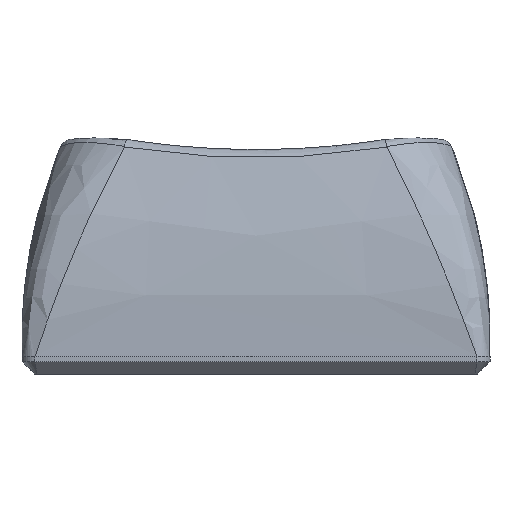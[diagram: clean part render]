
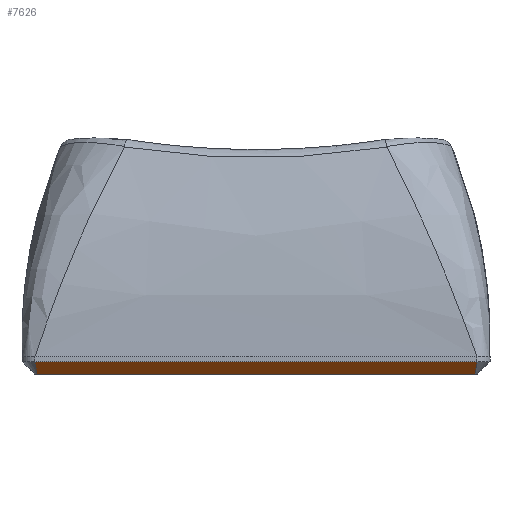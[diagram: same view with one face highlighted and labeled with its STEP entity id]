
A CAD part, front view. The second image highlights one B-rep face of the part: STEP entity #7626.
In plain terms, the highlighted planar face has unit normal (0, -0.707, -0.707).
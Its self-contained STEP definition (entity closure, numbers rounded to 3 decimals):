
#720 = PLANE('',#721);
#721 = AXIS2_PLACEMENT_3D('',#722,#723,#724);
#722 = CARTESIAN_POINT('',(-8.5,-9.,0.672));
#723 = DIRECTION('',(0.,-1.,0.));
#724 = DIRECTION('',(1.,0.,0.));
#1973 = VERTEX_POINT('',#1974);
#1974 = CARTESIAN_POINT('',(-8.5,-9.,0.48));
#2000 = EDGE_CURVE('',#1973,#2001,#2003,.T.);
#2001 = VERTEX_POINT('',#2002);
#2002 = CARTESIAN_POINT('',(8.5,-9.,0.48));
#2003 = SURFACE_CURVE('',#2004,(#2008,#2015),.PCURVE_S1.);
#2004 = LINE('',#2005,#2006);
#2005 = CARTESIAN_POINT('',(-8.5,-9.,0.48));
#2006 = VECTOR('',#2007,1.);
#2007 = DIRECTION('',(1.,0.,0.));
#2008 = PCURVE('',#720,#2009);
#2009 = DEFINITIONAL_REPRESENTATION('',(#2010),#2014);
#2010 = LINE('',#2011,#2012);
#2011 = CARTESIAN_POINT('',(0.,-0.192));
#2012 = VECTOR('',#2013,1.);
#2013 = DIRECTION('',(1.,0.));
#2014 = ( GEOMETRIC_REPRESENTATION_CONTEXT(2) 
PARAMETRIC_REPRESENTATION_CONTEXT() REPRESENTATION_CONTEXT('2D SPACE',''
  ) );
#2015 = PCURVE('',#2016,#2021);
#2016 = PLANE('',#2017);
#2017 = AXIS2_PLACEMENT_3D('',#2018,#2019,#2020);
#2018 = CARTESIAN_POINT('',(-8.5,-8.76,0.24));
#2019 = DIRECTION('',(0.,0.707,0.707)
  );
#2020 = DIRECTION('',(1.,0.,0.));
#2021 = DEFINITIONAL_REPRESENTATION('',(#2022),#2026);
#2022 = LINE('',#2023,#2024);
#2023 = CARTESIAN_POINT('',(0.,-0.339));
#2024 = VECTOR('',#2025,1.);
#2025 = DIRECTION('',(1.,0.));
#2026 = ( GEOMETRIC_REPRESENTATION_CONTEXT(2) 
PARAMETRIC_REPRESENTATION_CONTEXT() REPRESENTATION_CONTEXT('2D SPACE',''
  ) );
#3188 = CONICAL_SURFACE('',#3189,0.7,0.785);
#3189 = AXIS2_PLACEMENT_3D('',#3190,#3191,#3192);
#3190 = CARTESIAN_POINT('',(8.323,-8.323,0.48));
#3191 = DIRECTION('',(-0.,-0.,1.));
#3192 = DIRECTION('',(0.967,-0.253,0.));
#7626 = ADVANCED_FACE('',(#7627),#2016,.F.);
#7627 = FACE_BOUND('',#7628,.F.);
#7628 = EDGE_LOOP('',(#7629,#7664,#7665,#7695));
#7629 = ORIENTED_EDGE('',*,*,#7630,.F.);
#7630 = EDGE_CURVE('',#1973,#7631,#7633,.T.);
#7631 = VERTEX_POINT('',#7632);
#7632 = CARTESIAN_POINT('',(-8.42,-8.52,0.));
#7633 = SURFACE_CURVE('',#7634,(#7639,#7646),.PCURVE_S1.);
#7634 = PARABOLA('',#7635,0.008);
#7635 = AXIS2_PLACEMENT_3D('',#7636,#7637,#7638);
#7636 = CARTESIAN_POINT('',(-8.323,-8.311,
    -0.209));
#7637 = DIRECTION('',(0.,0.707,0.707)
  );
#7638 = DIRECTION('',(0.,-0.707,0.707)
  );
#7639 = PCURVE('',#2016,#7640);
#7640 = DEFINITIONAL_REPRESENTATION('',(#7641),#7645);
#7641 = B_SPLINE_CURVE_WITH_KNOTS('',2,(#7642,#7643,#7644),
  .UNSPECIFIED.,.F.,.F.,(3,3),(-0.177,-0.098),
  .PIECEWISE_BEZIER_KNOTS.);
#7642 = CARTESIAN_POINT('',(0.,-0.339));
#7643 = CARTESIAN_POINT('',(0.04,0.098));
#7644 = CARTESIAN_POINT('',(0.08,0.339));
#7645 = ( GEOMETRIC_REPRESENTATION_CONTEXT(2) 
PARAMETRIC_REPRESENTATION_CONTEXT() REPRESENTATION_CONTEXT('2D SPACE',''
  ) );
#7646 = PCURVE('',#7647,#7652);
#7647 = CONICAL_SURFACE('',#7648,0.7,0.785);
#7648 = AXIS2_PLACEMENT_3D('',#7649,#7650,#7651);
#7649 = CARTESIAN_POINT('',(-8.323,-8.323,0.48));
#7650 = DIRECTION('',(-0.,-0.,1.));
#7651 = DIRECTION('',(-0.253,-0.967,-0.));
#7652 = DEFINITIONAL_REPRESENTATION('',(#7653),#7663);
#7653 = B_SPLINE_CURVE_WITH_KNOTS('',8,(#7654,#7655,#7656,#7657,#7658,
    #7659,#7660,#7661,#7662),.UNSPECIFIED.,.F.,.F.,(9,9),(
    -0.177,-0.098),.PIECEWISE_BEZIER_KNOTS.);
#7654 = CARTESIAN_POINT('',(0.,0.));
#7655 = CARTESIAN_POINT('',(-0.014,-0.077));
#7656 = CARTESIAN_POINT('',(-0.03,-0.15));
#7657 = CARTESIAN_POINT('',(-0.048,-0.217));
#7658 = CARTESIAN_POINT('',(-0.069,-0.28));
#7659 = CARTESIAN_POINT('',(-0.094,-0.337));
#7660 = CARTESIAN_POINT('',(-0.123,-0.39));
#7661 = CARTESIAN_POINT('',(-0.158,-0.437));
#7662 = CARTESIAN_POINT('',(-0.203,-0.48));
#7663 = ( GEOMETRIC_REPRESENTATION_CONTEXT(2) 
PARAMETRIC_REPRESENTATION_CONTEXT() REPRESENTATION_CONTEXT('2D SPACE',''
  ) );
#7664 = ORIENTED_EDGE('',*,*,#2000,.T.);
#7665 = ORIENTED_EDGE('',*,*,#7666,.T.);
#7666 = EDGE_CURVE('',#2001,#7667,#7669,.T.);
#7667 = VERTEX_POINT('',#7668);
#7668 = CARTESIAN_POINT('',(8.42,-8.52,0.));
#7669 = SURFACE_CURVE('',#7670,(#7675,#7682),.PCURVE_S1.);
#7670 = PARABOLA('',#7671,0.008);
#7671 = AXIS2_PLACEMENT_3D('',#7672,#7673,#7674);
#7672 = CARTESIAN_POINT('',(8.323,-8.311,
    -0.209));
#7673 = DIRECTION('',(0.,-0.707,-0.707
    ));
#7674 = DIRECTION('',(0.,-0.707,0.707)
  );
#7675 = PCURVE('',#2016,#7676);
#7676 = DEFINITIONAL_REPRESENTATION('',(#7677),#7681);
#7677 = B_SPLINE_CURVE_WITH_KNOTS('',2,(#7678,#7679,#7680),
  .UNSPECIFIED.,.F.,.F.,(3,3),(-0.177,-0.098),
  .PIECEWISE_BEZIER_KNOTS.);
#7678 = CARTESIAN_POINT('',(17.,-0.339));
#7679 = CARTESIAN_POINT('',(16.96,0.098));
#7680 = CARTESIAN_POINT('',(16.92,0.339));
#7681 = ( GEOMETRIC_REPRESENTATION_CONTEXT(2) 
PARAMETRIC_REPRESENTATION_CONTEXT() REPRESENTATION_CONTEXT('2D SPACE',''
  ) );
#7682 = PCURVE('',#3188,#7683);
#7683 = DEFINITIONAL_REPRESENTATION('',(#7684),#7694);
#7684 = B_SPLINE_CURVE_WITH_KNOTS('',8,(#7685,#7686,#7687,#7688,#7689,
    #7690,#7691,#7692,#7693),.UNSPECIFIED.,.F.,.F.,(9,9),(
    -0.177,-0.098),.PIECEWISE_BEZIER_KNOTS.);
#7685 = CARTESIAN_POINT('',(-1.059,0.));
#7686 = CARTESIAN_POINT('',(-1.045,-0.077));
#7687 = CARTESIAN_POINT('',(-1.029,-0.15));
#7688 = CARTESIAN_POINT('',(-1.01,-0.217));
#7689 = CARTESIAN_POINT('',(-0.99,-0.28));
#7690 = CARTESIAN_POINT('',(-0.965,-0.337));
#7691 = CARTESIAN_POINT('',(-0.936,-0.39));
#7692 = CARTESIAN_POINT('',(-0.901,-0.437));
#7693 = CARTESIAN_POINT('',(-0.856,-0.48));
#7694 = ( GEOMETRIC_REPRESENTATION_CONTEXT(2) 
PARAMETRIC_REPRESENTATION_CONTEXT() REPRESENTATION_CONTEXT('2D SPACE',''
  ) );
#7695 = ORIENTED_EDGE('',*,*,#7696,.F.);
#7696 = EDGE_CURVE('',#7631,#7667,#7697,.T.);
#7697 = SURFACE_CURVE('',#7698,(#7702,#7709),.PCURVE_S1.);
#7698 = LINE('',#7699,#7700);
#7699 = CARTESIAN_POINT('',(-8.5,-8.52,0.));
#7700 = VECTOR('',#7701,1.);
#7701 = DIRECTION('',(1.,0.,0.));
#7702 = PCURVE('',#2016,#7703);
#7703 = DEFINITIONAL_REPRESENTATION('',(#7704),#7708);
#7704 = LINE('',#7705,#7706);
#7705 = CARTESIAN_POINT('',(0.,0.339));
#7706 = VECTOR('',#7707,1.);
#7707 = DIRECTION('',(1.,0.));
#7708 = ( GEOMETRIC_REPRESENTATION_CONTEXT(2) 
PARAMETRIC_REPRESENTATION_CONTEXT() REPRESENTATION_CONTEXT('2D SPACE',''
  ) );
#7709 = PCURVE('',#7710,#7715);
#7710 = PLANE('',#7711);
#7711 = AXIS2_PLACEMENT_3D('',#7712,#7713,#7714);
#7712 = CARTESIAN_POINT('',(8.5,9.,0.));
#7713 = DIRECTION('',(0.,0.,-1.));
#7714 = DIRECTION('',(-1.,0.,0.));
#7715 = DEFINITIONAL_REPRESENTATION('',(#7716),#7720);
#7716 = LINE('',#7717,#7718);
#7717 = CARTESIAN_POINT('',(17.,-17.52));
#7718 = VECTOR('',#7719,1.);
#7719 = DIRECTION('',(-1.,0.));
#7720 = ( GEOMETRIC_REPRESENTATION_CONTEXT(2) 
PARAMETRIC_REPRESENTATION_CONTEXT() REPRESENTATION_CONTEXT('2D SPACE',''
  ) );
